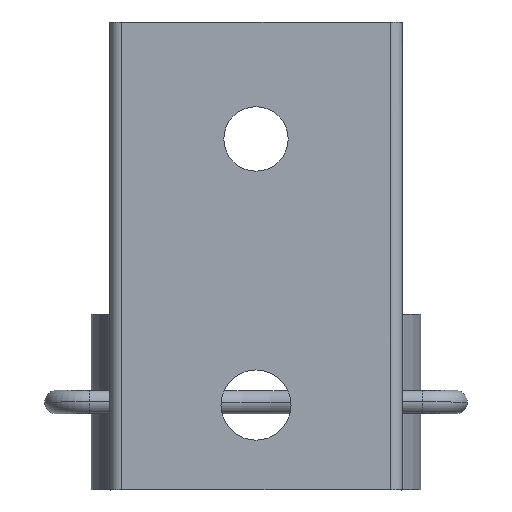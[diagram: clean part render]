
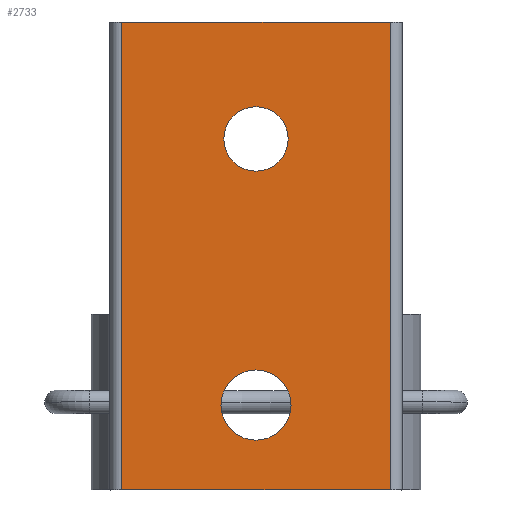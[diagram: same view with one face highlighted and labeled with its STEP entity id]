
A CAD part, front view. The second image highlights one B-rep face of the part: STEP entity #2733.
In plain terms, the highlighted planar face has unit normal (0, -1, 0).
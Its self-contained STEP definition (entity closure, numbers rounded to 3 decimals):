
#1354=DIRECTION('',(1.,0.,0.));
#1355=VECTOR('',#1354,45.992);
#1356=CARTESIAN_POINT('',(14.827,-1.056,80.));
#1357=LINE('',#1356,#1355);
#1358=DIRECTION('',(0.,0.,-1.));
#1359=VECTOR('',#1358,80.);
#1360=CARTESIAN_POINT('',(60.818,-1.056,80.));
#1361=LINE('',#1360,#1359);
#1362=CARTESIAN_POINT('',(37.827,-1.056,14.5));
#1363=DIRECTION('',(0.,-1.,0.));
#1364=DIRECTION('',(0.,0.,1.));
#1365=AXIS2_PLACEMENT_3D('',#1362,#1363,#1364);
#1367=CARTESIAN_POINT('',(37.827,-1.056,14.5));
#1368=DIRECTION('',(0.,-1.,0.));
#1369=DIRECTION('',(-1.,0.,0.));
#1370=AXIS2_PLACEMENT_3D('',#1367,#1368,#1369);
#1372=CARTESIAN_POINT('',(37.827,-1.056,14.5));
#1373=DIRECTION('',(0.,-1.,0.));
#1374=DIRECTION('',(0.,0.,-1.));
#1375=AXIS2_PLACEMENT_3D('',#1372,#1373,#1374);
#1377=CARTESIAN_POINT('',(37.827,-1.056,14.5));
#1378=DIRECTION('',(0.,-1.,0.));
#1379=DIRECTION('',(1.,0.,0.));
#1380=AXIS2_PLACEMENT_3D('',#1377,#1378,#1379);
#1382=CARTESIAN_POINT('',(37.827,-1.056,60.));
#1383=DIRECTION('',(0.,-1.,0.));
#1384=DIRECTION('',(0.,0.,1.));
#1385=AXIS2_PLACEMENT_3D('',#1382,#1383,#1384);
#1387=CARTESIAN_POINT('',(37.827,-1.056,60.));
#1388=DIRECTION('',(0.,-1.,0.));
#1389=DIRECTION('',(-1.,0.,0.));
#1390=AXIS2_PLACEMENT_3D('',#1387,#1388,#1389);
#1392=CARTESIAN_POINT('',(37.827,-1.056,60.));
#1393=DIRECTION('',(0.,-1.,0.));
#1394=DIRECTION('',(0.,0.,-1.));
#1395=AXIS2_PLACEMENT_3D('',#1392,#1393,#1394);
#1397=CARTESIAN_POINT('',(37.827,-1.056,60.));
#1398=DIRECTION('',(0.,-1.,0.));
#1399=DIRECTION('',(1.,0.,0.));
#1400=AXIS2_PLACEMENT_3D('',#1397,#1398,#1399);
#1592=DIRECTION('',(1.,0.,0.));
#1593=VECTOR('',#1592,45.989);
#1594=CARTESIAN_POINT('',(14.827,-1.056,
0.));
#1595=LINE('',#1594,#1593);
#2006=DIRECTION('',(0.,0.,-1.));
#2007=VECTOR('',#2006,80.);
#2008=CARTESIAN_POINT('',(14.827,-1.056,80.));
#2009=LINE('',#2008,#2007);
#2331=CARTESIAN_POINT('',(37.827,-1.056,20.5));
#2333=VERTEX_POINT('',#2331);
#2339=CARTESIAN_POINT('',(37.827,-1.056,8.5));
#2340=VERTEX_POINT('',#2339);
#2341=CARTESIAN_POINT('',(31.827,-1.056,14.5));
#2342=VERTEX_POINT('',#2341);
#2343=CARTESIAN_POINT('',(43.827,-1.056,14.5));
#2344=VERTEX_POINT('',#2343);
#2347=CARTESIAN_POINT('',(14.827,-1.056,80.));
#2348=CARTESIAN_POINT('',(60.818,-1.056,80.));
#2349=VERTEX_POINT('',#2347);
#2350=VERTEX_POINT('',#2348);
#2351=CARTESIAN_POINT('',(60.816,-1.056,
0.));
#2352=VERTEX_POINT('',#2351);
#2353=CARTESIAN_POINT('',(14.827,-1.056,
0.));
#2354=VERTEX_POINT('',#2353);
#2355=CARTESIAN_POINT('',(37.827,-1.056,65.5));
#2356=CARTESIAN_POINT('',(32.327,-1.056,60.));
#2357=VERTEX_POINT('',#2355);
#2358=VERTEX_POINT('',#2356);
#2359=CARTESIAN_POINT('',(37.827,-1.056,54.5));
#2360=VERTEX_POINT('',#2359);
#2361=CARTESIAN_POINT('',(43.327,-1.056,60.));
#2362=VERTEX_POINT('',#2361);
#2702=CARTESIAN_POINT('',(26.327,-1.056,
0.));
#2703=DIRECTION('',(0.,-1.,0.));
#2704=DIRECTION('',(1.,0.,0.));
#2705=AXIS2_PLACEMENT_3D('',#2702,#2703,#2704);
#2706=PLANE('',#2705);
#2708=ORIENTED_EDGE('',*,*,#2707,.T.);
#2710=ORIENTED_EDGE('',*,*,#2709,.T.);
#2712=ORIENTED_EDGE('',*,*,#2711,.F.);
#2714=ORIENTED_EDGE('',*,*,#2713,.F.);
#2715=EDGE_LOOP('',(#2708,#2710,#2712,#2714));
#2716=FACE_OUTER_BOUND('',#2715,.F.);
#2717=ORIENTED_EDGE('',*,*,#2665,.T.);
#2718=ORIENTED_EDGE('',*,*,#2663,.T.);
#2719=ORIENTED_EDGE('',*,*,#2685,.T.);
#2720=ORIENTED_EDGE('',*,*,#2683,.T.);
#2721=EDGE_LOOP('',(#2717,#2718,#2719,#2720));
#2722=FACE_BOUND('',#2721,.F.);
#2724=ORIENTED_EDGE('',*,*,#2723,.T.);
#2726=ORIENTED_EDGE('',*,*,#2725,.T.);
#2728=ORIENTED_EDGE('',*,*,#2727,.T.);
#2730=ORIENTED_EDGE('',*,*,#2729,.T.);
#2731=EDGE_LOOP('',(#2724,#2726,#2728,#2730));
#2732=FACE_BOUND('',#2731,.F.);
#1366=CIRCLE('',#1365,6.);
#1371=CIRCLE('',#1370,6.);
#1376=CIRCLE('',#1375,6.);
#1381=CIRCLE('',#1380,6.);
#1386=CIRCLE('',#1385,5.5);
#1391=CIRCLE('',#1390,5.5);
#1396=CIRCLE('',#1395,5.5);
#1401=CIRCLE('',#1400,5.5);
#2663=EDGE_CURVE('',#2342,#2340,#1371,.T.);
#2665=EDGE_CURVE('',#2333,#2342,#1366,.T.);
#2683=EDGE_CURVE('',#2344,#2333,#1381,.T.);
#2685=EDGE_CURVE('',#2340,#2344,#1376,.T.);
#2707=EDGE_CURVE('',#2349,#2350,#1357,.T.);
#2709=EDGE_CURVE('',#2350,#2352,#1361,.T.);
#2711=EDGE_CURVE('',#2354,#2352,#1595,.T.);
#2713=EDGE_CURVE('',#2349,#2354,#2009,.T.);
#2723=EDGE_CURVE('',#2357,#2358,#1386,.T.);
#2725=EDGE_CURVE('',#2358,#2360,#1391,.T.);
#2727=EDGE_CURVE('',#2360,#2362,#1396,.T.);
#2729=EDGE_CURVE('',#2362,#2357,#1401,.T.);
#2733=ADVANCED_FACE('',(#2716,#2722,#2732),#2706,.T.);
